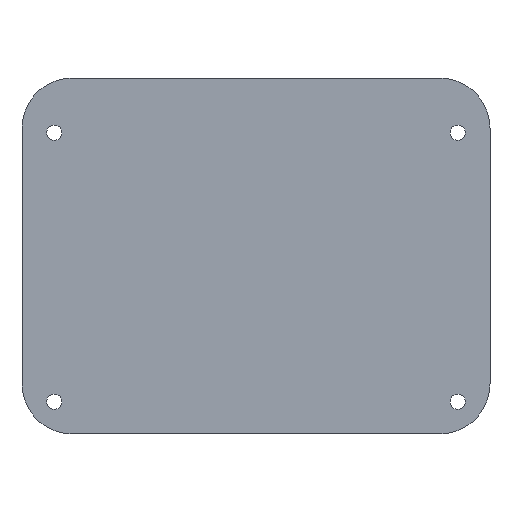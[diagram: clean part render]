
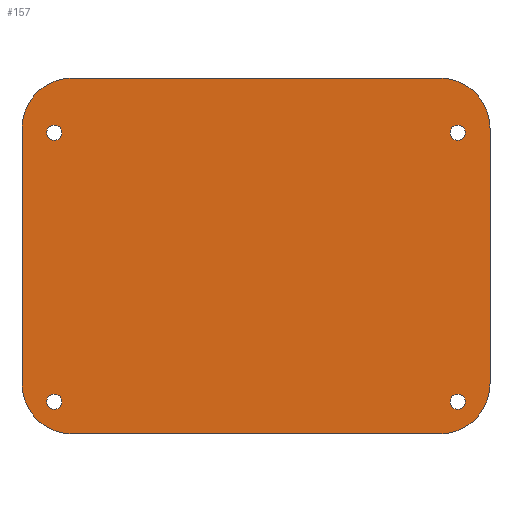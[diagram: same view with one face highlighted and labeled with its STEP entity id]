
A CAD part, front view. The second image highlights one B-rep face of the part: STEP entity #157.
In plain terms, the highlighted planar face has unit normal (0, -1, 0).
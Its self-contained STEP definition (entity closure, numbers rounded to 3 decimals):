
#13 = CARTESIAN_POINT ( 'NONE',  ( -45., 0., 30. ) ) ;
#14 = AXIS2_PLACEMENT_3D ( 'NONE', #13, #503, #394 ) ;
#17 = FACE_BOUND ( 'NONE', #498, .T. ) ;
#21 = DIRECTION ( 'NONE',  ( 0., -1., 0. ) ) ;
#34 = VERTEX_POINT ( 'NONE', #760 ) ;
#37 = EDGE_CURVE ( 'NONE', #869, #206, #803, .T. ) ;
#69 = CIRCLE ( 'NONE', #671, 1.7 ) ;
#72 = CARTESIAN_POINT ( 'NONE',  ( 45., 0., -31.7 ) ) ;
#75 = CARTESIAN_POINT ( 'NONE',  ( -41., 0., -37.2 ) ) ;
#76 = AXIS2_PLACEMENT_3D ( 'NONE', #1227, #168, #1202 ) ;
#94 = FACE_BOUND ( 'NONE', #756, .T. ) ;
#119 = VECTOR ( 'NONE', #1176, 1000. ) ;
#120 = VERTEX_POINT ( 'NONE', #695 ) ;
#138 = CARTESIAN_POINT ( 'NONE',  ( 52.2, 0., 31. ) ) ;
#157 = ADVANCED_FACE ( 'NONE', ( #94, #17, #795, #214, #1077 ), #1200, .T. ) ;
#168 = DIRECTION ( 'NONE',  ( 0., 1., 0. ) ) ;
#178 = DIRECTION ( 'NONE',  ( 0., 0., -1. ) ) ;
#189 = VERTEX_POINT ( 'NONE', #409 ) ;
#197 = CIRCLE ( 'NONE', #1216, 1.7 ) ;
#206 = VERTEX_POINT ( 'NONE', #1075 ) ;
#213 = ORIENTED_EDGE ( 'NONE', *, *, #1143, .F. ) ;
#214 = FACE_BOUND ( 'NONE', #659, .T. ) ;
#221 = DIRECTION ( 'NONE',  ( 0., 0., -1. ) ) ;
#223 = CARTESIAN_POINT ( 'NONE',  ( 45., 0., 30. ) ) ;
#236 = LINE ( 'NONE', #1105, #752 ) ;
#237 = CIRCLE ( 'NONE', #899, 1.7 ) ;
#240 = CIRCLE ( 'NONE', #931, 11.2 ) ;
#248 = CARTESIAN_POINT ( 'NONE',  ( 41., 0., -37.2 ) ) ;
#280 = AXIS2_PLACEMENT_3D ( 'NONE', #1215, #1225, #1123 ) ;
#287 = CIRCLE ( 'NONE', #617, 1.7 ) ;
#291 = ORIENTED_EDGE ( 'NONE', *, *, #901, .F. ) ;
#292 = CARTESIAN_POINT ( 'NONE',  ( -45., 0., -31.7 ) ) ;
#311 = EDGE_CURVE ( 'NONE', #777, #189, #197, .T. ) ;
#337 = CIRCLE ( 'NONE', #1104, 1.7 ) ;
#341 = ORIENTED_EDGE ( 'NONE', *, *, #311, .F. ) ;
#346 = AXIS2_PLACEMENT_3D ( 'NONE', #1037, #646, #178 ) ;
#347 = ORIENTED_EDGE ( 'NONE', *, *, #727, .F. ) ;
#349 = VERTEX_POINT ( 'NONE', #138 ) ;
#355 = AXIS2_PLACEMENT_3D ( 'NONE', #399, #778, #221 ) ;
#367 = ORIENTED_EDGE ( 'NONE', *, *, #1212, .F. ) ;
#372 = VERTEX_POINT ( 'NONE', #917 ) ;
#394 = DIRECTION ( 'NONE',  ( 0., 0., -1. ) ) ;
#399 = CARTESIAN_POINT ( 'NONE',  ( 41., 0., -26. ) ) ;
#402 = CARTESIAN_POINT ( 'NONE',  ( -45., 0., 30. ) ) ;
#406 = CIRCLE ( 'NONE', #76, 11.2 ) ;
#409 = CARTESIAN_POINT ( 'NONE',  ( -45., 0., 31.7 ) ) ;
#417 = CARTESIAN_POINT ( 'NONE',  ( 45., 0., 30. ) ) ;
#426 = CARTESIAN_POINT ( 'NONE',  ( 52.2, 0., -26. ) ) ;
#454 = DIRECTION ( 'NONE',  ( -1., 0., 0. ) ) ;
#462 = VERTEX_POINT ( 'NONE', #248 ) ;
#470 = ORIENTED_EDGE ( 'NONE', *, *, #729, .F. ) ;
#474 = EDGE_CURVE ( 'NONE', #662, #462, #726, .T. ) ;
#487 = VERTEX_POINT ( 'NONE', #551 ) ;
#498 = EDGE_LOOP ( 'NONE', ( #470, #663 ) ) ;
#503 = DIRECTION ( 'NONE',  ( 0., -1., 0. ) ) ;
#508 = LINE ( 'NONE', #426, #569 ) ;
#513 = EDGE_CURVE ( 'NONE', #574, #34, #406, .T. ) ;
#516 = EDGE_CURVE ( 'NONE', #462, #574, #545, .T. ) ;
#545 = LINE ( 'NONE', #75, #885 ) ;
#551 = CARTESIAN_POINT ( 'NONE',  ( 45., 0., 28.3 ) ) ;
#563 = ORIENTED_EDGE ( 'NONE', *, *, #516, .F. ) ;
#569 = VECTOR ( 'NONE', #609, 1000. ) ;
#574 = VERTEX_POINT ( 'NONE', #1196 ) ;
#591 = ORIENTED_EDGE ( 'NONE', *, *, #1118, .F. ) ;
#602 = LINE ( 'NONE', #790, #119 ) ;
#609 = DIRECTION ( 'NONE',  ( 0., 0., -1. ) ) ;
#617 = AXIS2_PLACEMENT_3D ( 'NONE', #775, #1084, #1163 ) ;
#625 = EDGE_CURVE ( 'NONE', #34, #869, #602, .T. ) ;
#645 = CARTESIAN_POINT ( 'NONE',  ( -45., 0., 28.3 ) ) ;
#646 = DIRECTION ( 'NONE',  ( 0., 1., 0. ) ) ;
#659 = EDGE_LOOP ( 'NONE', ( #213, #776 ) ) ;
#661 = CIRCLE ( 'NONE', #280, 1.7 ) ;
#662 = VERTEX_POINT ( 'NONE', #839 ) ;
#663 = ORIENTED_EDGE ( 'NONE', *, *, #824, .F. ) ;
#664 = CARTESIAN_POINT ( 'NONE',  ( -45., 0., -30. ) ) ;
#670 = CIRCLE ( 'NONE', #999, 1.7 ) ;
#671 = AXIS2_PLACEMENT_3D ( 'NONE', #417, #799, #1184 ) ;
#680 = ORIENTED_EDGE ( 'NONE', *, *, #513, .F. ) ;
#687 = CARTESIAN_POINT ( 'NONE',  ( 45., 0., 31.7 ) ) ;
#695 = CARTESIAN_POINT ( 'NONE',  ( 45., 0., -28.3 ) ) ;
#700 = DIRECTION ( 'NONE',  ( 0., 1., 0. ) ) ;
#702 = DIRECTION ( 'NONE',  ( 0., -1., 0. ) ) ;
#718 = DIRECTION ( 'NONE',  ( 1., 0., 0. ) ) ;
#726 = CIRCLE ( 'NONE', #346, 11.2 ) ;
#727 = EDGE_CURVE ( 'NONE', #372, #349, #240, .T. ) ;
#729 = EDGE_CURVE ( 'NONE', #487, #1130, #337, .T. ) ;
#730 = CIRCLE ( 'NONE', #14, 1.7 ) ;
#752 = VECTOR ( 'NONE', #718, 1000. ) ;
#756 = EDGE_LOOP ( 'NONE', ( #341, #591 ) ) ;
#760 = CARTESIAN_POINT ( 'NONE',  ( -52.2, 0., -26. ) ) ;
#775 = CARTESIAN_POINT ( 'NONE',  ( 45., 0., -30. ) ) ;
#776 = ORIENTED_EDGE ( 'NONE', *, *, #1092, .F. ) ;
#777 = VERTEX_POINT ( 'NONE', #645 ) ;
#778 = DIRECTION ( 'NONE',  ( 0., -1., 0. ) ) ;
#783 = CARTESIAN_POINT ( 'NONE',  ( 41., 0., 31. ) ) ;
#784 = DIRECTION ( 'NONE',  ( 0., -1., 0. ) ) ;
#790 = CARTESIAN_POINT ( 'NONE',  ( -52.2, 0., 26. ) ) ;
#795 = FACE_BOUND ( 'NONE', #1166, .T. ) ;
#799 = DIRECTION ( 'NONE',  ( 0., -1., 0. ) ) ;
#803 = CIRCLE ( 'NONE', #829, 11.2 ) ;
#824 = EDGE_CURVE ( 'NONE', #1130, #487, #69, .T. ) ;
#829 = AXIS2_PLACEMENT_3D ( 'NONE', #978, #1167, #971 ) ;
#835 = EDGE_CURVE ( 'NONE', #349, #662, #508, .T. ) ;
#839 = CARTESIAN_POINT ( 'NONE',  ( 52.2, 0., -26. ) ) ;
#848 = ORIENTED_EDGE ( 'NONE', *, *, #474, .F. ) ;
#861 = EDGE_LOOP ( 'NONE', ( #680, #563, #848, #1032, #347, #367, #1060, #1224 ) ) ;
#869 = VERTEX_POINT ( 'NONE', #1190 ) ;
#877 = CARTESIAN_POINT ( 'NONE',  ( -45., 0., -30. ) ) ;
#885 = VECTOR ( 'NONE', #454, 1000. ) ;
#899 = AXIS2_PLACEMENT_3D ( 'NONE', #877, #21, #1172 ) ;
#901 = EDGE_CURVE ( 'NONE', #120, #967, #661, .T. ) ;
#917 = CARTESIAN_POINT ( 'NONE',  ( 41., 0., 42.2 ) ) ;
#931 = AXIS2_PLACEMENT_3D ( 'NONE', #783, #700, #1081 ) ;
#945 = ORIENTED_EDGE ( 'NONE', *, *, #1128, .F. ) ;
#967 = VERTEX_POINT ( 'NONE', #72 ) ;
#971 = DIRECTION ( 'NONE',  ( 0., 0., 1. ) ) ;
#978 = CARTESIAN_POINT ( 'NONE',  ( -41., 0., 31. ) ) ;
#999 = AXIS2_PLACEMENT_3D ( 'NONE', #664, #702, #1069 ) ;
#1032 = ORIENTED_EDGE ( 'NONE', *, *, #835, .F. ) ;
#1036 = DIRECTION ( 'NONE',  ( 0., 0., -1. ) ) ;
#1037 = CARTESIAN_POINT ( 'NONE',  ( 41., 0., -26. ) ) ;
#1040 = VERTEX_POINT ( 'NONE', #1048 ) ;
#1048 = CARTESIAN_POINT ( 'NONE',  ( -45., 0., -28.3 ) ) ;
#1060 = ORIENTED_EDGE ( 'NONE', *, *, #37, .F. ) ;
#1069 = DIRECTION ( 'NONE',  ( 0., 0., -1. ) ) ;
#1070 = VERTEX_POINT ( 'NONE', #292 ) ;
#1075 = CARTESIAN_POINT ( 'NONE',  ( -41., 0., 42.2 ) ) ;
#1077 = FACE_OUTER_BOUND ( 'NONE', #861, .T. ) ;
#1081 = DIRECTION ( 'NONE',  ( 0., 0., -1. ) ) ;
#1084 = DIRECTION ( 'NONE',  ( 0., -1., 0. ) ) ;
#1092 = EDGE_CURVE ( 'NONE', #1040, #1070, #670, .T. ) ;
#1104 = AXIS2_PLACEMENT_3D ( 'NONE', #223, #1132, #1036 ) ;
#1105 = CARTESIAN_POINT ( 'NONE',  ( 41., 0., 42.2 ) ) ;
#1118 = EDGE_CURVE ( 'NONE', #189, #777, #730, .T. ) ;
#1123 = DIRECTION ( 'NONE',  ( 0., 0., -1. ) ) ;
#1128 = EDGE_CURVE ( 'NONE', #967, #120, #287, .T. ) ;
#1130 = VERTEX_POINT ( 'NONE', #687 ) ;
#1132 = DIRECTION ( 'NONE',  ( 0., -1., 0. ) ) ;
#1143 = EDGE_CURVE ( 'NONE', #1070, #1040, #237, .T. ) ;
#1163 = DIRECTION ( 'NONE',  ( 0., 0., -1. ) ) ;
#1166 = EDGE_LOOP ( 'NONE', ( #945, #291 ) ) ;
#1167 = DIRECTION ( 'NONE',  ( 0., 1., 0. ) ) ;
#1171 = DIRECTION ( 'NONE',  ( 0., 0., -1. ) ) ;
#1172 = DIRECTION ( 'NONE',  ( 0., 0., -1. ) ) ;
#1176 = DIRECTION ( 'NONE',  ( 0., 0., 1. ) ) ;
#1184 = DIRECTION ( 'NONE',  ( 0., 0., -1. ) ) ;
#1190 = CARTESIAN_POINT ( 'NONE',  ( -52.2, 0., 31. ) ) ;
#1196 = CARTESIAN_POINT ( 'NONE',  ( -41., 0., -37.2 ) ) ;
#1200 = PLANE ( 'NONE',  #355 ) ;
#1202 = DIRECTION ( 'NONE',  ( 0., 0., 1. ) ) ;
#1212 = EDGE_CURVE ( 'NONE', #206, #372, #236, .T. ) ;
#1215 = CARTESIAN_POINT ( 'NONE',  ( 45., 0., -30. ) ) ;
#1216 = AXIS2_PLACEMENT_3D ( 'NONE', #402, #784, #1171 ) ;
#1224 = ORIENTED_EDGE ( 'NONE', *, *, #625, .F. ) ;
#1225 = DIRECTION ( 'NONE',  ( 0., -1., 0. ) ) ;
#1227 = CARTESIAN_POINT ( 'NONE',  ( -41., 0., -26. ) ) ;
